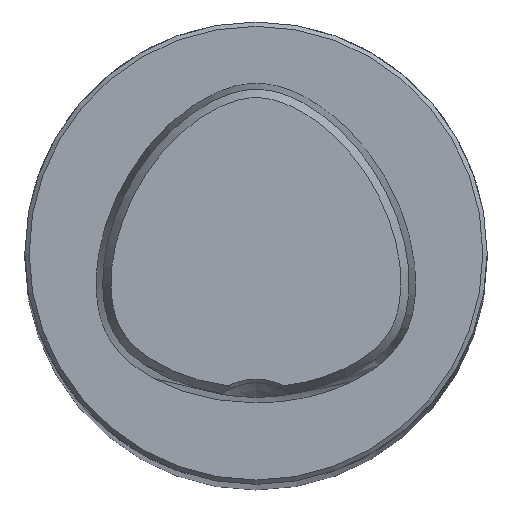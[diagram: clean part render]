
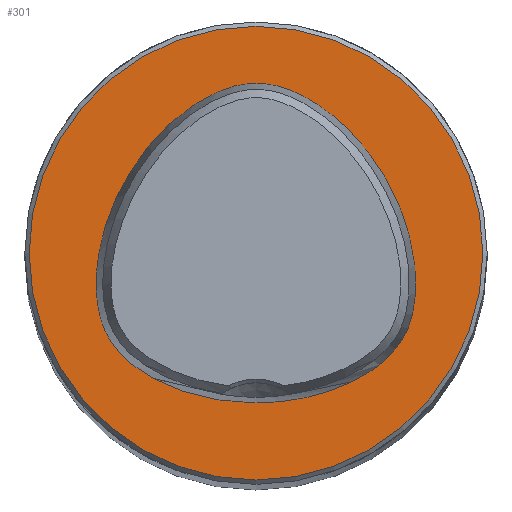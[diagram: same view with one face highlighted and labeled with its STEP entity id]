
A CAD part, top view. The second image highlights one B-rep face of the part: STEP entity #301.
In plain terms, the highlighted planar face has unit normal (0, 0, 1).
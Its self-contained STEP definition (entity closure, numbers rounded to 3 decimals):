
#276=B_SPLINE_CURVE_WITH_KNOTS('',3,(#1751,#1752,#1753,#1754,#1755,#1756,
#1757,#1758,#1759,#1760,#1761,#1762,#1763,#1764,#1765,#1766,#1767,#1768,
#1769,#1770,#1771,#1772,#1773,#1774,#1775,#1776,#1777,#1778,#1779,#1780,
#1781,#1782,#1783,#1784,#1785,#1786,#1787,#1788,#1789,#1790,#1791,#1792,
#1793,#1794,#1795,#1796,#1797,#1798,#1799,#1800,#1801,#1802,#1803,#1804,
#1805,#1806,#1807),.UNSPECIFIED.,.T.,.F.,(1,1,2,1,1,1,1,1,1,1,1,1,1,1,1,
1,1,1,1,1,1,1,1,1,1,1,1,1,1,1,1,1,1,1,1,1,1,1,1,1,1,1,1,1,1,1,1,1,1,1,1,
1,1,1,1,1,2,1,1),(-0.063,-0.031,0.,0.031,0.063,0.078,0.094,0.109,
0.125,0.141,0.156,0.164,0.172,0.188,0.203,0.219,0.234,
0.25,0.281,0.313,0.344,0.375,0.406,0.422,0.438,0.453,0.469,
0.484,0.492,0.5,0.508,0.516,0.531,0.547,0.563,0.578,
0.594,0.625,0.656,0.688,0.719,0.75,0.766,0.781,0.797,0.813,
0.828,0.836,0.844,0.859,0.875,0.891,0.906,0.922,0.938,
0.969,1.,1.031,1.063),.UNSPECIFIED.);
#301=ADVANCED_FACE('CU_E_LO_SU_1',(#417,#418),#365,.F.);
#365=PLANE('',#1119);
#417=FACE_BOUND('',#467,.T.);
#418=FACE_BOUND('',#468,.T.);
#467=EDGE_LOOP('',(#598));
#468=EDGE_LOOP('',(#599));
#598=ORIENTED_EDGE('',*,*,#922,.T.);
#599=ORIENTED_EDGE('',*,*,#960,.T.);
#825=VERTEX_POINT('',#1808);
#862=VERTEX_POINT('',#2259);
#922=EDGE_CURVE('',#825,#825,#276,.T.);
#960=EDGE_CURVE('',#862,#862,#1052,.T.);
#1052=CIRCLE('',#1118,15.7);
#1118=AXIS2_PLACEMENT_3D('',#2258,#1247,#1248);
#1119=AXIS2_PLACEMENT_3D('',#2260,#1249,#1250);
#1247=DIRECTION('',(0.,0.,1.));
#1248=DIRECTION('',(1.,0.,0.));
#1249=DIRECTION('',(0.,0.,-1.));
#1250=DIRECTION('',(-1.,0.,0.));
#1751=CARTESIAN_POINT('',(0.722,-10.363,0.));
#1752=CARTESIAN_POINT('',(-0.722,-10.363,0.));
#1753=CARTESIAN_POINT('',(-2.168,-10.269,0.));
#1754=CARTESIAN_POINT('',(-3.945,-9.913,0.));
#1755=CARTESIAN_POINT('',(-5.324,-9.477,0.));
#1756=CARTESIAN_POINT('',(-6.331,-9.071,0.));
#1757=CARTESIAN_POINT('',(-7.3,-8.579,0.));
#1758=CARTESIAN_POINT('',(-8.219,-7.996,0.));
#1759=CARTESIAN_POINT('',(-9.066,-7.31,0.));
#1760=CARTESIAN_POINT('',(-9.686,-6.641,0.));
#1761=CARTESIAN_POINT('',(-10.101,-6.042,0.));
#1762=CARTESIAN_POINT('',(-10.455,-5.405,0.));
#1763=CARTESIAN_POINT('',(-10.775,-4.55,0.));
#1764=CARTESIAN_POINT('',(-10.992,-3.481,0.));
#1765=CARTESIAN_POINT('',(-11.077,-2.395,0.));
#1766=CARTESIAN_POINT('',(-11.051,-1.308,0.));
#1767=CARTESIAN_POINT('',(-10.889,0.13,0.));
#1768=CARTESIAN_POINT('',(-10.473,1.895,0.));
#1769=CARTESIAN_POINT('',(-9.685,3.92,0.));
#1770=CARTESIAN_POINT('',(-8.639,5.824,0.));
#1771=CARTESIAN_POINT('',(-7.356,7.578,0.));
#1772=CARTESIAN_POINT('',(-6.097,8.882,0.));
#1773=CARTESIAN_POINT('',(-4.981,9.803,0.));
#1774=CARTESIAN_POINT('',(-4.089,10.423,0.));
#1775=CARTESIAN_POINT('',(-3.143,10.959,0.));
#1776=CARTESIAN_POINT('',(-2.143,11.391,0.));
#1777=CARTESIAN_POINT('',(-1.266,11.638,0.));
#1778=CARTESIAN_POINT('',(-0.546,11.744,0.));
#1779=CARTESIAN_POINT('',(0.,11.772,0.));
#1780=CARTESIAN_POINT('',(0.546,11.744,0.));
#1781=CARTESIAN_POINT('',(1.266,11.638,0.));
#1782=CARTESIAN_POINT('',(2.143,11.391,0.));
#1783=CARTESIAN_POINT('',(3.143,10.959,0.));
#1784=CARTESIAN_POINT('',(4.089,10.423,0.));
#1785=CARTESIAN_POINT('',(4.981,9.803,0.));
#1786=CARTESIAN_POINT('',(6.097,8.882,0.));
#1787=CARTESIAN_POINT('',(7.356,7.578,0.));
#1788=CARTESIAN_POINT('',(8.639,5.824,0.));
#1789=CARTESIAN_POINT('',(9.685,3.92,0.));
#1790=CARTESIAN_POINT('',(10.473,1.895,0.));
#1791=CARTESIAN_POINT('',(10.889,0.13,0.));
#1792=CARTESIAN_POINT('',(11.051,-1.308,0.));
#1793=CARTESIAN_POINT('',(11.077,-2.395,0.));
#1794=CARTESIAN_POINT('',(10.992,-3.481,0.));
#1795=CARTESIAN_POINT('',(10.775,-4.55,0.));
#1796=CARTESIAN_POINT('',(10.455,-5.405,0.));
#1797=CARTESIAN_POINT('',(10.101,-6.042,0.));
#1798=CARTESIAN_POINT('',(9.686,-6.641,0.));
#1799=CARTESIAN_POINT('',(9.066,-7.31,0.));
#1800=CARTESIAN_POINT('',(8.219,-7.996,0.));
#1801=CARTESIAN_POINT('',(7.3,-8.579,0.));
#1802=CARTESIAN_POINT('',(6.331,-9.071,0.));
#1803=CARTESIAN_POINT('',(5.324,-9.477,0.));
#1804=CARTESIAN_POINT('',(3.945,-9.913,0.));
#1805=CARTESIAN_POINT('',(2.168,-10.269,0.));
#1806=CARTESIAN_POINT('',(0.722,-10.363,0.));
#1807=CARTESIAN_POINT('',(-0.722,-10.363,0.));
#1808=CARTESIAN_POINT('',(0.,-10.363,0.));
#2258=CARTESIAN_POINT('',(0.,0.,0.));
#2259=CARTESIAN_POINT('',(15.7,0.,0.));
#2260=CARTESIAN_POINT('',(0.,0.696,0.));
